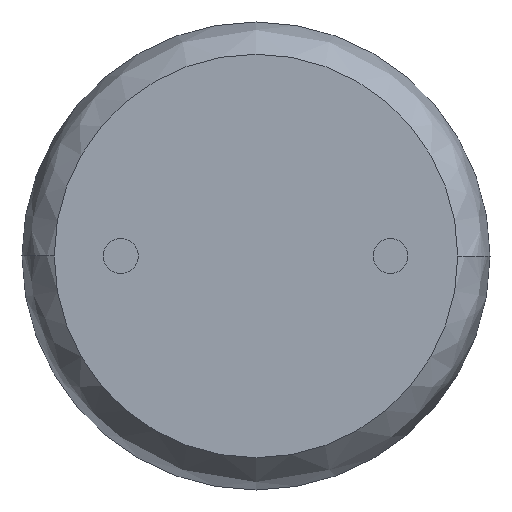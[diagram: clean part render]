
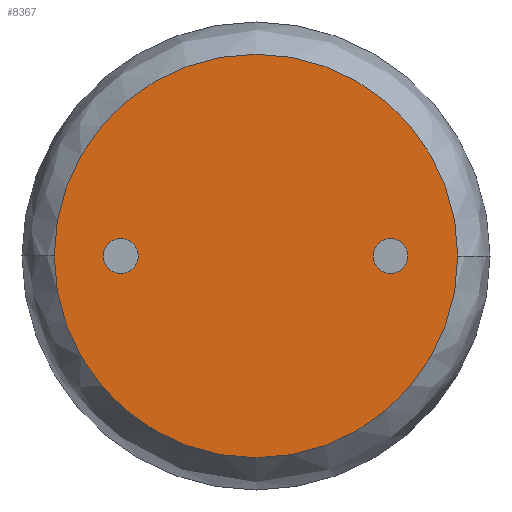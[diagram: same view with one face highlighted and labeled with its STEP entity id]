
A CAD part, front view. The second image highlights one B-rep face of the part: STEP entity #8367.
In plain terms, the highlighted planar face has unit normal (0, -1, 0).
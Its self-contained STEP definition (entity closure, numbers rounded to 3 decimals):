
#278 = CARTESIAN_POINT ( 'NONE',  ( -2.514, 0., -0.325 ) ) ;
#326 = CARTESIAN_POINT ( 'NONE',  ( -2.514, 0., 0.325 ) ) ;
#331 = EDGE_CURVE ( 'NONE', #656, #3783, #7401, .T. ) ;
#498 = CARTESIAN_POINT ( 'NONE',  ( 2.5, 0., 0.325 ) ) ;
#516 = DIRECTION ( 'NONE',  ( 0., 0., -1. ) ) ;
#544 = ORIENTED_EDGE ( 'NONE', *, *, #3822, .T. ) ;
#604 = AXIS2_PLACEMENT_3D ( 'NONE', #2455, #1111, #5194 ) ;
#656 = VERTEX_POINT ( 'NONE', #7246 ) ;
#967 = VERTEX_POINT ( 'NONE', #278 ) ;
#1022 = ORIENTED_EDGE ( 'NONE', *, *, #6639, .F. ) ;
#1053 = CIRCLE ( 'NONE', #7144, 3.75 ) ;
#1111 = DIRECTION ( 'NONE',  ( 0., -1., 0. ) ) ;
#1159 = DIRECTION ( 'NONE',  ( 0., 0., -1. ) ) ;
#1171 = CARTESIAN_POINT ( 'NONE',  ( -2.514, 0., 0. ) ) ;
#1443 = DIRECTION ( 'NONE',  ( 0., 0., -1. ) ) ;
#1505 = CARTESIAN_POINT ( 'NONE',  ( 2.5, 0., 0. ) ) ;
#1762 = FACE_OUTER_BOUND ( 'NONE', #3928, .T. ) ;
#2066 = DIRECTION ( 'NONE',  ( 0., 0., -1. ) ) ;
#2130 = DIRECTION ( 'NONE',  ( 0., -1., 0. ) ) ;
#2355 = DIRECTION ( 'NONE',  ( 0., 0., -1. ) ) ;
#2381 = AXIS2_PLACEMENT_3D ( 'NONE', #1171, #3291, #516 ) ;
#2455 = CARTESIAN_POINT ( 'NONE',  ( 2.5, 0., 0. ) ) ;
#2939 = EDGE_CURVE ( 'NONE', #5651, #967, #3139, .T. ) ;
#2964 = DIRECTION ( 'NONE',  ( 0., -1., 0. ) ) ;
#3048 = CARTESIAN_POINT ( 'NONE',  ( 2.5, 0., -0.325 ) ) ;
#3139 = CIRCLE ( 'NONE', #7991, 0.325 ) ;
#3176 = VERTEX_POINT ( 'NONE', #3048 ) ;
#3196 = VERTEX_POINT ( 'NONE', #498 ) ;
#3291 = DIRECTION ( 'NONE',  ( 0., -1., 0. ) ) ;
#3457 = DIRECTION ( 'NONE',  ( 0., -1., 0. ) ) ;
#3753 = CIRCLE ( 'NONE', #2381, 0.325 ) ;
#3783 = VERTEX_POINT ( 'NONE', #6918 ) ;
#3822 = EDGE_CURVE ( 'NONE', #3783, #656, #1053, .T. ) ;
#3928 = EDGE_LOOP ( 'NONE', ( #544, #6506 ) ) ;
#4497 = PLANE ( 'NONE',  #7952 ) ;
#4570 = CARTESIAN_POINT ( 'NONE',  ( 0., 0., 0. ) ) ;
#5046 = CARTESIAN_POINT ( 'NONE',  ( 0., 0., 0. ) ) ;
#5101 = DIRECTION ( 'NONE',  ( 0., -1., 0. ) ) ;
#5141 = ORIENTED_EDGE ( 'NONE', *, *, #2939, .F. ) ;
#5194 = DIRECTION ( 'NONE',  ( 0., 0., -1. ) ) ;
#5261 = ORIENTED_EDGE ( 'NONE', *, *, #8346, .F. ) ;
#5277 = DIRECTION ( 'NONE',  ( 0., -1., 0. ) ) ;
#5467 = AXIS2_PLACEMENT_3D ( 'NONE', #4570, #2130, #1443 ) ;
#5651 = VERTEX_POINT ( 'NONE', #326 ) ;
#5721 = AXIS2_PLACEMENT_3D ( 'NONE', #1505, #3457, #6074 ) ;
#5853 = FACE_BOUND ( 'NONE', #6528, .T. ) ;
#6074 = DIRECTION ( 'NONE',  ( 0., 0., -1. ) ) ;
#6506 = ORIENTED_EDGE ( 'NONE', *, *, #331, .T. ) ;
#6528 = EDGE_LOOP ( 'NONE', ( #5141, #1022 ) ) ;
#6639 = EDGE_CURVE ( 'NONE', #967, #5651, #3753, .T. ) ;
#6701 = CIRCLE ( 'NONE', #5721, 0.325 ) ;
#6918 = CARTESIAN_POINT ( 'NONE',  ( 3.75, 0., 0. ) ) ;
#7087 = EDGE_LOOP ( 'NONE', ( #7349, #5261 ) ) ;
#7137 = CARTESIAN_POINT ( 'NONE',  ( 0., 0., 0. ) ) ;
#7144 = AXIS2_PLACEMENT_3D ( 'NONE', #5046, #2964, #2355 ) ;
#7246 = CARTESIAN_POINT ( 'NONE',  ( -3.75, 0., 0. ) ) ;
#7349 = ORIENTED_EDGE ( 'NONE', *, *, #7392, .F. ) ;
#7392 = EDGE_CURVE ( 'NONE', #3196, #3176, #6701, .T. ) ;
#7401 = CIRCLE ( 'NONE', #5467, 3.75 ) ;
#7833 = FACE_BOUND ( 'NONE', #7087, .T. ) ;
#7952 = AXIS2_PLACEMENT_3D ( 'NONE', #7137, #5101, #1159 ) ;
#7991 = AXIS2_PLACEMENT_3D ( 'NONE', #8529, #5277, #2066 ) ;
#8090 = CIRCLE ( 'NONE', #604, 0.325 ) ;
#8346 = EDGE_CURVE ( 'NONE', #3176, #3196, #8090, .T. ) ;
#8367 = ADVANCED_FACE ( 'NONE', ( #7833, #5853, #1762 ), #4497, .T. ) ;
#8529 = CARTESIAN_POINT ( 'NONE',  ( -2.514, 0., 0. ) ) ;
